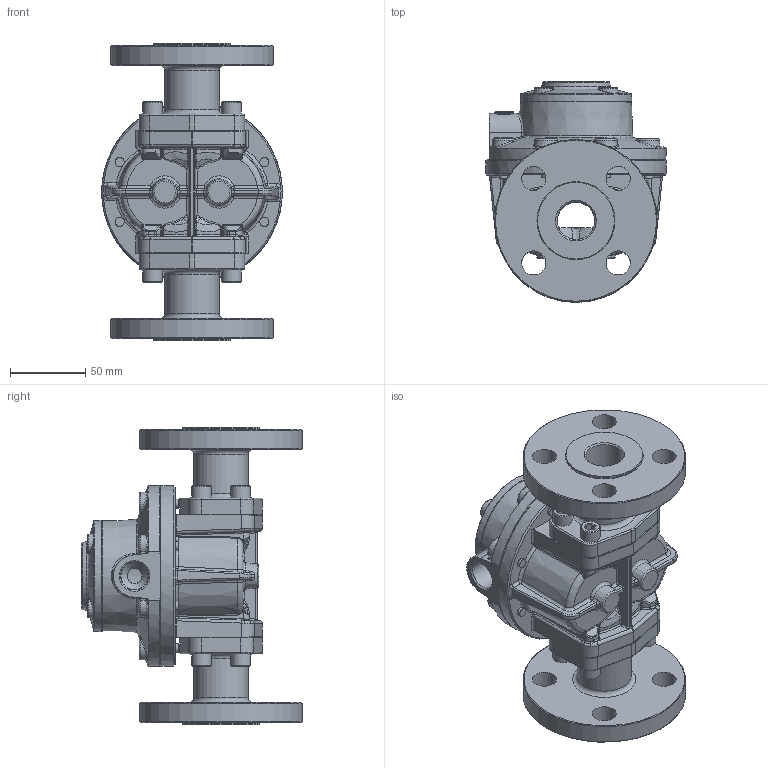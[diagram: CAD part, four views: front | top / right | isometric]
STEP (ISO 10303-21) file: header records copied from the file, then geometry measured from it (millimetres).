
FILE_DESCRIPTION( ( 'Unknown' ), '1' );
FILE_NAME( 'OM025 Flanged (AL).stp', 'Unknown', ( 'Unknown' ), ( 'Unknown' ), 'PSStep 15.0.49', 'Unknown', ' ' );
FILE_SCHEMA( ( 'AUTOMOTIVE_DESIGN { 1 0 10303 214 1 1 1 1 }' ) );
Length unit declared in the file: millimetre
Products named in the file (40): OM025A Meter Cap (for external use); OM025A Meter Cap (for external use)_0; 130806112 M6x20 SS SHCS-oa8; 130806112 M6x20 SS SHCS-oa9; 130806112 M6x20 SS SHCS-oa11; 130806112 M6x20 SS SHCS-oa11_0; 130808110 M8x20 SS Sockt Hd Cap Screw; 130808110 M8x20 SS Sockt Hd Cap Screw_0; OM025A Meter Body (for external use); OM025A Meter Body (for external use)_0; 130805105 M5 x 12 long Socket Head Cap Screw-oa2; 130805105 M5 x 12 long Socket Head Cap Screw-oa2_0; 130806112 M6x20 SS SHCS-oa7; 130806112 M6x20 SS SHCS-oa12; 130806112 M6x20 SS SHCS-oa12_0; 130806112 M6x20 SS SHCS-oa6; 130805105 M5 x 12 long Socket Head Cap Screw-oa0; 130805105 M5 x 12 long Socket Head Cap Screw-oa0_0; 130805105 M5 x 12 long Socket Head Cap Screw-oa1; 130805105 M5 x 12 long Socket Head Cap Screw-oa1_0; 130806112 M6x20 SS SHCS-oa10; 130808110 M8x20 SS Sockt Hd Cap Screw-oa4; 130808110 M8x20 SS Sockt Hd Cap Screw-oa4_0; 130805105 M5 x 12 long Socket Head Cap Screw; 130805105 M5 x 12 long Socket Head Cap Screw_0; 130808110 M8x20 SS Sockt Hd Cap Screw-oa3; 130806112 M6x20 SS SHCS; 130806112 M6x20 SS SHCS_0; 130808110 M8x20 SS Sockt Hd Cap Screw-oa5; 130808110 M8x20 SS Sockt Hd Cap Screw-oa5_0; 1322120 OM025 Modular Flange ANSI 150; Assem1; 1306088 OM Plastic Terminal Cover
Assembly tree (44 placements, depth 3):
  Assem1
    1306088 OM Plastic Terminal Cover
    130805105 M5 x 12 long Socket Head Cap Screw
      130805105 M5 x 12 long Socket Head Cap Screw_0
    130805105 M5 x 12 long Socket Head Cap Screw-oa0
      130805105 M5 x 12 long Socket Head Cap Screw-oa0_0
    130805105 M5 x 12 long Socket Head Cap Screw-oa1
      130805105 M5 x 12 long Socket Head Cap Screw-oa1_0
    130805105 M5 x 12 long Socket Head Cap Screw-oa2
      130805105 M5 x 12 long Socket Head Cap Screw-oa2_0
    130808110 M8x20 SS Sockt Hd Cap Screw  x5
      130808110 M8x20 SS Sockt Hd Cap Screw_0
    130808110 M8x20 SS Sockt Hd Cap Screw-oa3
      130808110 M8x20 SS Sockt Hd Cap Screw-oa3
    130808110 M8x20 SS Sockt Hd Cap Screw-oa4
      130808110 M8x20 SS Sockt Hd Cap Screw-oa4_0
    130808110 M8x20 SS Sockt Hd Cap Screw-oa5
      130808110 M8x20 SS Sockt Hd Cap Screw-oa5_0
    130806112 M6x20 SS SHCS
      130806112 M6x20 SS SHCS_0
    130806112 M6x20 SS SHCS-oa6
      130806112 M6x20 SS SHCS-oa6
    130806112 M6x20 SS SHCS-oa7
      130806112 M6x20 SS SHCS-oa7
    130806112 M6x20 SS SHCS-oa8
      130806112 M6x20 SS SHCS-oa8
    130806112 M6x20 SS SHCS-oa9
      130806112 M6x20 SS SHCS-oa9
    130806112 M6x20 SS SHCS-oa10
      130806112 M6x20 SS SHCS-oa10
    130806112 M6x20 SS SHCS-oa11
      130806112 M6x20 SS SHCS-oa11_0
    130806112 M6x20 SS SHCS-oa12
      130806112 M6x20 SS SHCS-oa12_0
    OM025A Meter Cap (for external use)
      OM025A Meter Cap (for external use)_0
    OM025A Meter Body (for external use)
      OM025A Meter Body (for external use)_0
    1322120 OM025 Modular Flange ANSI 150  x2
      1322120 OM025 Modular Flange ANSI 150
Bounding box: 120 x 146.57 x 198 mm (x, y, z)
Volume: 799863.8 mm3; surface area: 212587.8 mm2
Topology: 25 solids, 25 shells, 1550 faces, 3522 edges, 2113 vertices
Faces by surface type: plane 506, bspline 343, cylinder 298, cone 172, torus 147, sphere 49, extrusion 35
Full cylindrical faces by diameter (mm): 4.2 x4, 5 x12, 6 x8, 6.2 x8, 7 x8, 8 x8, 8.3 x8, 8.5 x4, 10 x9, 10.5 x8, 13 x8, 16 x8, 18 x1, 18.5 x1, 25 x4, 27.8 x2, 34.9 x2, 36 x3, 49.25 x1, 51 x2, 86.8 x1, 94 x1, 108 x2, 120 x1
Entity records: 80832 total; most frequent: CARTESIAN_POINT 40686, ORIENTED_EDGE 5784, DIRECTION 5453, EDGE_CURVE 2892, AXIS2_PLACEMENT_3D 2290, VERTEX_POINT 1844, EDGE_LOOP 1796, FACE_OUTER_BOUND 1554
